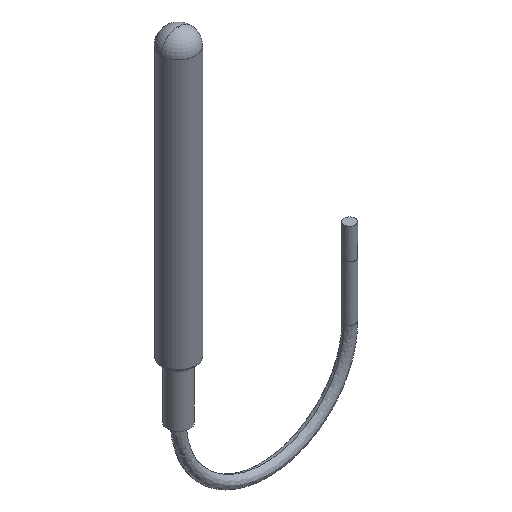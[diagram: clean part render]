
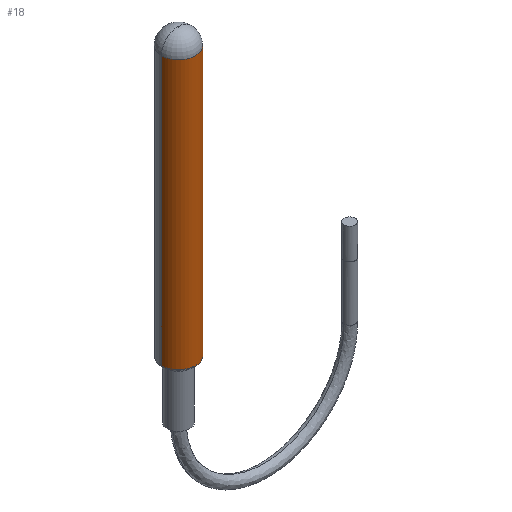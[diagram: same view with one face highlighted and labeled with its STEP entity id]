
A CAD part, isometric view. The second image highlights one B-rep face of the part: STEP entity #18.
In plain terms, the highlighted cylindrical face has radius 3 mm (diameter 6 mm), a partial arc.
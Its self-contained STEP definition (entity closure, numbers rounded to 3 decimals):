
#9 = CARTESIAN_POINT ( 'NONE',  ( -3., 0., 25. ) ) ;
#18 = ADVANCED_FACE ( 'NONE', ( #425 ), #415, .T. ) ;
#40 = CARTESIAN_POINT ( 'NONE',  ( 0., 0., 25. ) ) ;
#63 = AXIS2_PLACEMENT_3D ( 'NONE', #40, #438, #654 ) ;
#74 = EDGE_CURVE ( 'NONE', #507, #439, #665, .T. ) ;
#83 = ORIENTED_EDGE ( 'NONE', *, *, #536, .T. ) ;
#126 = CARTESIAN_POINT ( 'NONE',  ( -3., 0., 22.1 ) ) ;
#133 = CARTESIAN_POINT ( 'NONE',  ( 3., 0., 25. ) ) ;
#149 = AXIS2_PLACEMENT_3D ( 'NONE', #800, #334, #730 ) ;
#179 = VERTEX_POINT ( 'NONE', #376 ) ;
#186 = ORIENTED_EDGE ( 'NONE', *, *, #74, .T. ) ;
#242 = VERTEX_POINT ( 'NONE', #126 ) ;
#262 = ORIENTED_EDGE ( 'NONE', *, *, #577, .F. ) ;
#290 = CIRCLE ( 'NONE', #149, 3. ) ;
#328 = DIRECTION ( 'NONE',  ( 0., 0., 1. ) ) ;
#334 = DIRECTION ( 'NONE',  ( 0., 0., 1. ) ) ;
#376 = CARTESIAN_POINT ( 'NONE',  ( -3., 0., -25. ) ) ;
#392 = CIRCLE ( 'NONE', #405, 3. ) ;
#400 = DIRECTION ( 'NONE',  ( 0., 0., 1. ) ) ;
#405 = AXIS2_PLACEMENT_3D ( 'NONE', #794, #328, #721 ) ;
#415 = CYLINDRICAL_SURFACE ( 'NONE', #63, 3. ) ;
#425 = FACE_OUTER_BOUND ( 'NONE', #441, .T. ) ;
#438 = DIRECTION ( 'NONE',  ( 0., 0., 1. ) ) ;
#439 = VERTEX_POINT ( 'NONE', #469 ) ;
#441 = EDGE_LOOP ( 'NONE', ( #613, #83, #186, #262 ) ) ;
#463 = CARTESIAN_POINT ( 'NONE',  ( 3., 0., -25. ) ) ;
#469 = CARTESIAN_POINT ( 'NONE',  ( 3., 0., 22.1 ) ) ;
#480 = VECTOR ( 'NONE', #648, 1000. ) ;
#507 = VERTEX_POINT ( 'NONE', #463 ) ;
#536 = EDGE_CURVE ( 'NONE', #179, #507, #290, .T. ) ;
#552 = EDGE_CURVE ( 'NONE', #179, #242, #819, .T. ) ;
#577 = EDGE_CURVE ( 'NONE', #242, #439, #392, .T. ) ;
#613 = ORIENTED_EDGE ( 'NONE', *, *, #552, .F. ) ;
#648 = DIRECTION ( 'NONE',  ( 0., 0., 1. ) ) ;
#654 = DIRECTION ( 'NONE',  ( 1., 0., 0. ) ) ;
#665 = LINE ( 'NONE', #133, #480 ) ;
#721 = DIRECTION ( 'NONE',  ( 1., 0., 0. ) ) ;
#730 = DIRECTION ( 'NONE',  ( 1., 0., 0. ) ) ;
#794 = CARTESIAN_POINT ( 'NONE',  ( 0., 0., 22.1 ) ) ;
#800 = CARTESIAN_POINT ( 'NONE',  ( 0., 0., -25. ) ) ;
#801 = VECTOR ( 'NONE', #400, 1000. ) ;
#819 = LINE ( 'NONE', #9, #801 ) ;
